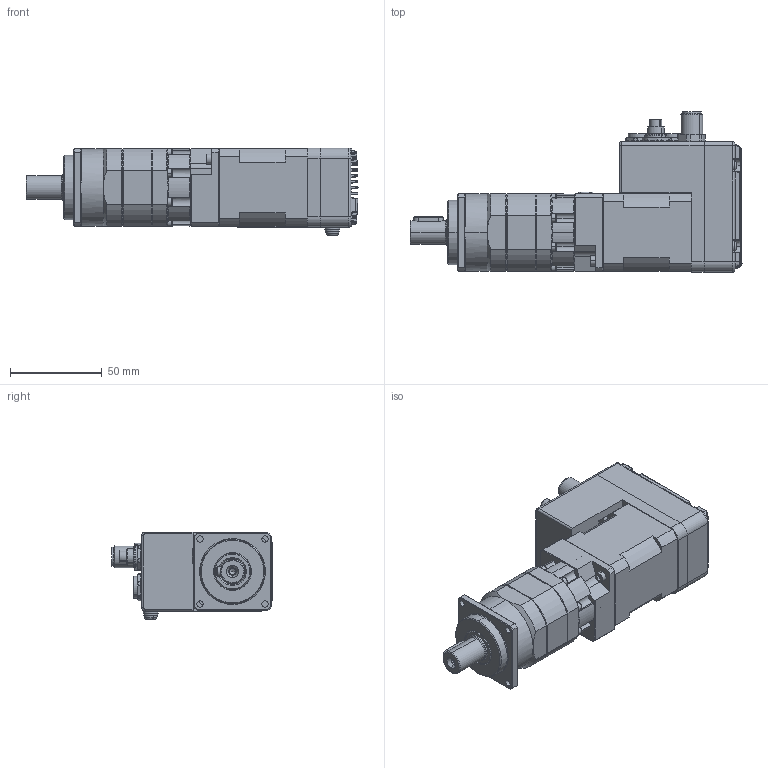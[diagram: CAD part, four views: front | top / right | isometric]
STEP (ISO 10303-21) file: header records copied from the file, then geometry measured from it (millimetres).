
FILE_DESCRIPTION (( 'STEP AP203' ), '1' );
FILE_NAME ('P11B-MO-042-04-R01.STEP', '2020-04-22T01:13:17', ( '' ), ( '' ), 'SwSTEP 2.0', 'SolidWorks 2018', '' );
FILE_SCHEMA (( 'CONFIG_CONTROL_DESIGN' ));
Length unit declared in the file: millimetre
Products named in the file (29): M119-EC-042-05-R00; sams; pan cross head_ks_KS 1023 PC- M3 x 20-N; 42EC-PCB3-01; socket head cap screw_ks_KS 1003 - M3 x 8 x 8-N; 86_1031_1100_00012-1; spring lock washer_2_jis_JIS B 1251 No.2 4; 42EC-PCB2-01; small circular plain washer_jis_JIS B 1256 Small circular 4; ST42 2ST_ル遽; 目池磐-家南-4P(傈盔)_荐 (09-0411-30-04)-2; M119-EC-042-03-R00; 09-0408-30-03(鱔褐)-2; M117-MO-042-03-R01_湀_; 09-0408-30-03(鱔褐)-1; 42EC-PCB4-03; 目池磐-家南-4P(傈盔)_荐 (09-0411-30-04)-1; M119-EC-042-01-R00; M119-EC-042-02-R02; 42EC-PCB5-03; pan cross head_ks_KS 1023 PC- M3 x 25-N; 791091004; 20PS-JMCS-G-1B-TF(N); 877601016; 86_1031_1100_00012-2; P11B-MO-042-04-R01; pan cross head_ks_KS 1023 PC- M4 x 6-N; 20R-JMCS-G-B-TF(NSA); KMG
Assembly tree (37 placements, depth 3):
  P11B-MO-042-04-R01
    M119-EC-042-02-R02
    pan cross head_ks_KS 1023 PC- M3 x 20-N  x2
    pan cross head_ks_KS 1023 PC- M3 x 25-N  x2
    42EC-PCB5-03
    M119-EC-042-01-R00
    M119-EC-042-03-R00
    42EC-PCB2-01
    86_1031_1100_00012-1
    86_1031_1100_00012-2
    09-0408-30-03(鱔褐)-1  x2
    09-0408-30-03(鱔褐)-2  x2
    目池磐-家南-4P(傈盔)_荐 (09-0411-30-04)-1
    目池磐-家南-4P(傈盔)_荐 (09-0411-30-04)-2
    42EC-PCB4-03
    20PS-JMCS-G-1B-TF(N)  x2
    20R-JMCS-G-B-TF(NSA)  x2
    42EC-PCB3-01
    791091004  x2
    877601016  x2
    KMG
    M119-EC-042-05-R00
    M117-MO-042-03-R01_湀_
    socket head cap screw_ks_KS 1003 - M3 x 8 x 8-N  x2
    ST42 2ST_ル遽
    sams
      small circular plain washer_jis_JIS B 1256 Small circular 4
      spring lock washer_2_jis_JIS B 1251 No.2 4
      pan cross head_ks_KS 1023 PC- M4 x 6-N
Bounding box: 180.6 x 87.1 x 47.84 mm (x, y, z)
Volume: 257512 mm3; surface area: 104093.8 mm2
Topology: 37 solids, 42 shells, 5648 faces, 14727 edges, 9309 vertices
Faces by surface type: plane 3454, cylinder 1262, cone 411, bspline 403, sphere 62, torus 56
Entity records: 134252 total; most frequent: CARTESIAN_POINT 35023, ORIENTED_EDGE 20526, DIRECTION 19289, EDGE_CURVE 10263, VERTEX_POINT 6499, VECTOR 6473, LINE 6473, AXIS2_PLACEMENT_3D 6408
